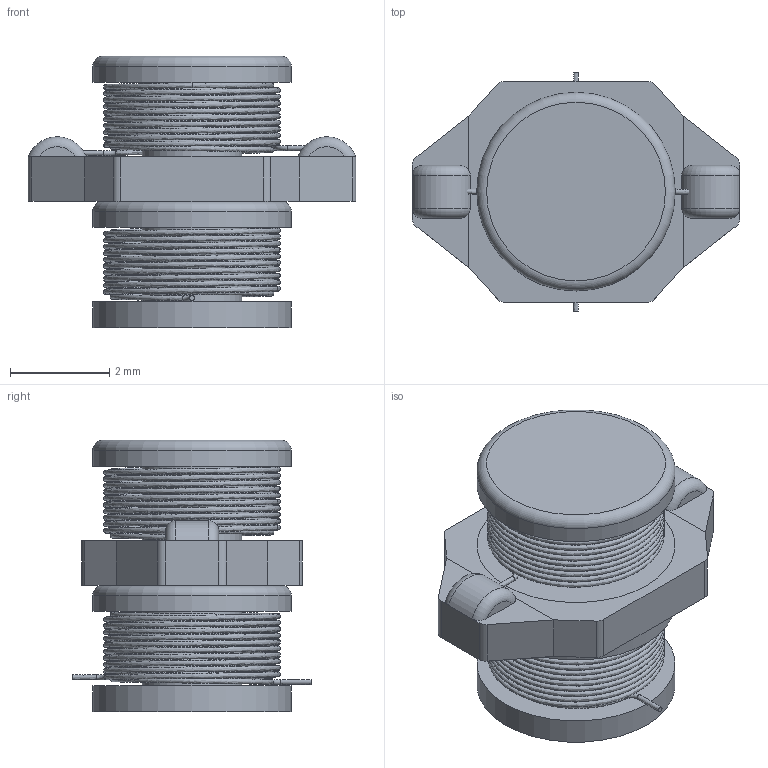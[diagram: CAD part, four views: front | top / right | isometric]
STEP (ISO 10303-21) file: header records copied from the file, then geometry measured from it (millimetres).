
FILE_DESCRIPTION( ( 'Unknown' ), '1' );
FILE_NAME( '7445530.stp', 'Unknown', ( 'Unknown' ), ( 'Unknown' ), 'XStep 1.0', 'Unknown', ' ' );
FILE_SCHEMA( ( 'automotive_design' ) );
Length unit declared in the file: millimetre
Products named in the file (7): Assem1; Boden; L飆fl踄he; Klebemasse; 7445530
Bounding box: 6.6 x 4.8 x 5.47 mm (x, y, z)
Volume: 68.6 mm3; surface area: 437.6 mm2
Topology: 13 solids, 13 shells, 136 faces, 296 edges, 196 vertices
Faces by surface type: plane 87, cylinder 27, bspline 14, torus 8
Full cylindrical faces by diameter (mm): 2 x2, 4 x6
Entity records: 4033 total; most frequent: CARTESIAN_POINT 2524, DIRECTION 278, ORIENTED_EDGE 250, EDGE_CURVE 125, AXIS2_PLACEMENT_3D 97, VERTEX_POINT 89, LINE 84, VECTOR 84
